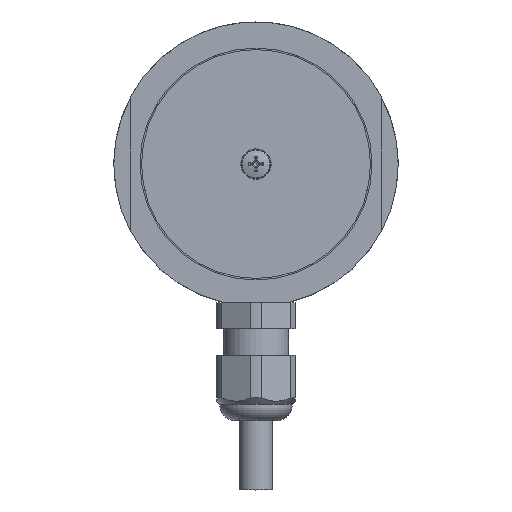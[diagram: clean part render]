
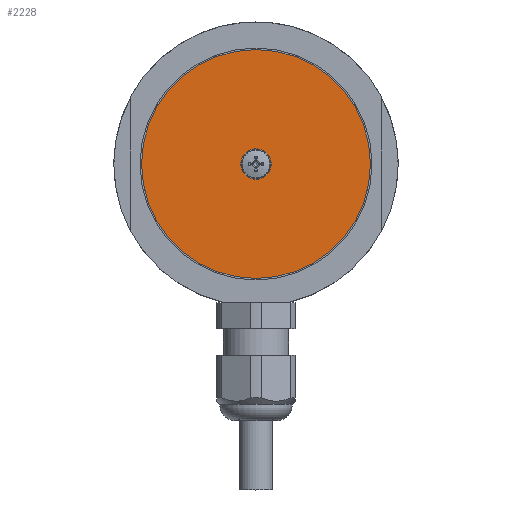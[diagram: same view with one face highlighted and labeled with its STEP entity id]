
A CAD part, top view. The second image highlights one B-rep face of the part: STEP entity #2228.
In plain terms, the highlighted planar face has unit normal (0, 0, 1).
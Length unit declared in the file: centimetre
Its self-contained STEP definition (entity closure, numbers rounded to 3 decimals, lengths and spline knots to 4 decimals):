
#401=FACE_BOUND('',#654,.T.);
#514=FACE_OUTER_BOUND('',#653,.T.);
#653=EDGE_LOOP('',(#1899));
#654=EDGE_LOOP('',(#1900));
#783=CIRCLE('',#2474,0.29);
#785=CIRCLE('',#2478,2.18);
#1000=VERTEX_POINT('',#4029);
#1002=VERTEX_POINT('',#4036);
#1307=EDGE_CURVE('',#1000,#1000,#783,.T.);
#1310=EDGE_CURVE('',#1002,#1002,#785,.T.);
#1899=ORIENTED_EDGE('',*,*,#1310,.T.);
#1900=ORIENTED_EDGE('',*,*,#1307,.T.);
#2058=PLANE('',#2480);
#2228=ADVANCED_FACE('',(#514,#401),#2058,.T.);
#2474=AXIS2_PLACEMENT_3D('',#4030,#3034,#3035);
#2478=AXIS2_PLACEMENT_3D('',#4037,#3043,#3044);
#2480=AXIS2_PLACEMENT_3D('',#4041,#3048,#3049);
#3034=DIRECTION('center_axis',(0.,0.,-1.));
#3035=DIRECTION('ref_axis',(-1.,0.,0.));
#3043=DIRECTION('center_axis',(0.,0.,1.));
#3044=DIRECTION('ref_axis',(-1.,0.,0.));
#3048=DIRECTION('center_axis',(0.,0.,1.));
#3049=DIRECTION('ref_axis',(1.,0.,0.));
#4029=CARTESIAN_POINT('',(0.131,-0.4986,2.125));
#4030=CARTESIAN_POINT('Origin',(-0.159,-0.4986,2.125));
#4036=CARTESIAN_POINT('',(2.021,-0.4986,2.125));
#4037=CARTESIAN_POINT('Origin',(-0.159,-0.4986,2.125));
#4041=CARTESIAN_POINT('Origin',(-0.159,-0.4986,2.125));
